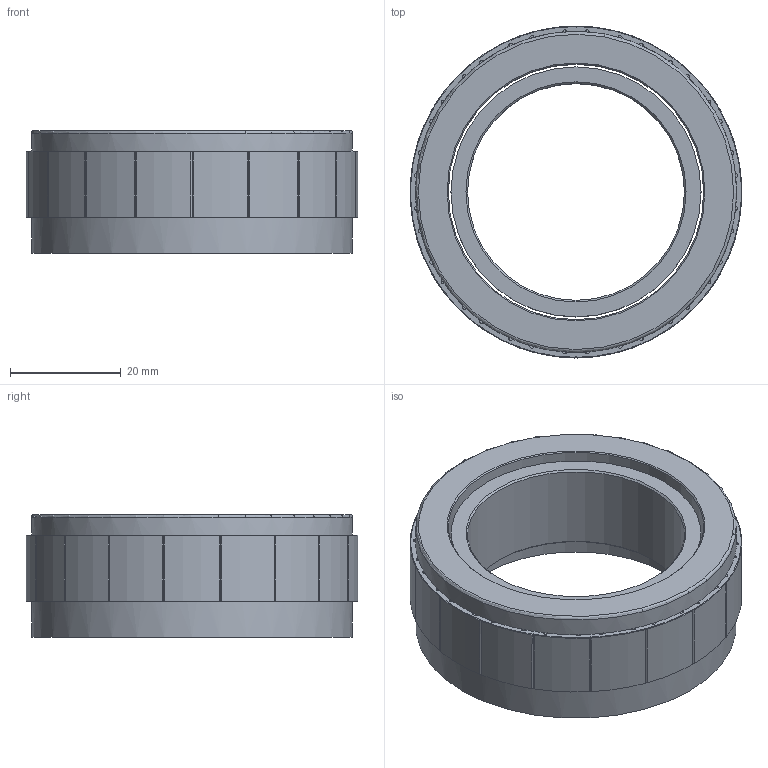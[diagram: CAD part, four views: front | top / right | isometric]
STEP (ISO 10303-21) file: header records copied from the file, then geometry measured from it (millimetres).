
FILE_DESCRIPTION(/* description */ (''),/* implementation_level */ '2;1');
FILE_NAME(/* name */ 'DKA60M048045.stp',/* time_stamp */ '2025-01-28T10:22:35+01:00',/* author */ ('angelika.schneid'),/* organization */ (''),/* preprocessor_version */ 'ST-DEVELOPER v18.1',/* originating_system */ 'Autodesk Inventor 2021',/* authorisation */ '');
FILE_SCHEMA (('AUTOMOTIVE_DESIGN { 1 0 10303 214 3 1 1 }'));
Length unit declared in the file: millimetre
Products named in the file (1): DKA102M048020
Bounding box: 59.91 x 60 x 22.2 mm (x, y, z)
Volume: 29990.4 mm3; surface area: 14698.4 mm2
Topology: 2 solids, 2 shells, 303 faces, 744 edges, 447 vertices
Faces by surface type: plane 150, cylinder 131, cone 21, torus 1
Full cylindrical faces by diameter (mm): 0.8 x72, 39.2 x1, 45.2 x1, 46.2 x1, 58 x2
Entity records: 9488 total; most frequent: CARTESIAN_POINT 2071, DIRECTION 1782, ORIENTED_EDGE 1488, AXIS2_PLACEMENT_3D 842, EDGE_CURVE 744, CIRCLE 538, VERTEX_POINT 447, EDGE_LOOP 309
